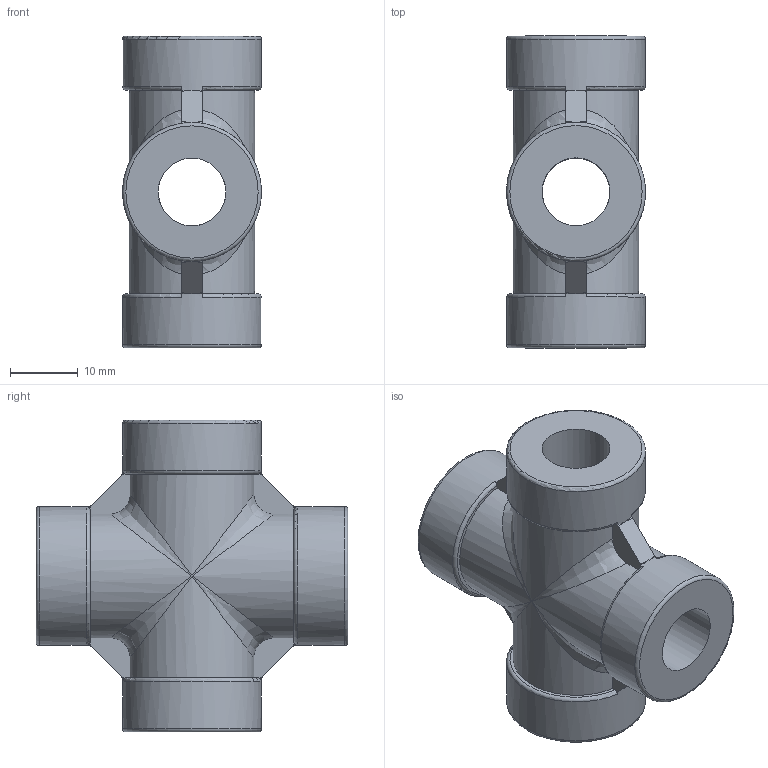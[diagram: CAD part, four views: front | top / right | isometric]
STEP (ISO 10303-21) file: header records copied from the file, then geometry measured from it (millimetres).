
FILE_DESCRIPTION(/* description */ ('Unknown'),/* implementation_level */ '2;1');
FILE_NAME(/* name */ 'R302-L013-TH-DN10',/* time_stamp */ '2023-03-02T11:52:24+08:00',/* author */ ('Unknown'),/* organization */ ('Unknown'),/* preprocessor_version */ 'ST-DEVELOPER v16.7',/* originating_system */ 'DEX',/* authorisation */ $);
FILE_SCHEMA (('AUTOMOTIVE_DESIGN {1 0 10303 214 3 1 1}'));
Length unit declared in the file: millimetre
Products named in the file (1): R302-L013-TH-DN10
Bounding box: 20.5 x 46 x 46 mm (x, y, z)
Volume: 16204.7 mm3; surface area: 7864.7 mm2
Topology: 1 solids, 1 shells, 77 faces, 225 edges, 122 vertices
Faces by surface type: bspline 25, plane 24, cylinder 16, torus 12
Full cylindrical faces by diameter (mm): 10 x4, 20.5 x4
Entity records: 2638 total; most frequent: CARTESIAN_POINT 939, ORIENTED_EDGE 370, DIRECTION 308, EDGE_CURVE 185, AXIS2_PLACEMENT_3D 126, VERTEX_POINT 120, EDGE_LOOP 93, FACE_BOUND 93
